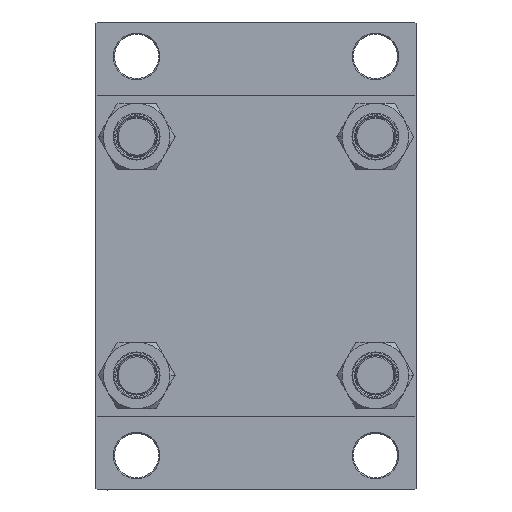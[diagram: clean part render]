
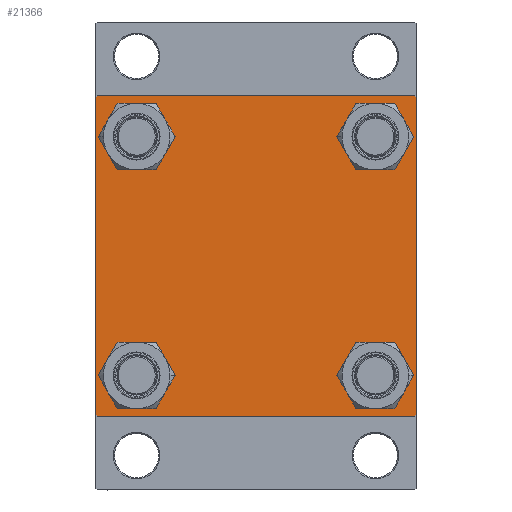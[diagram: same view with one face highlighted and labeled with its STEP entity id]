
A CAD part, left-side view. The second image highlights one B-rep face of the part: STEP entity #21366.
In plain terms, the highlighted planar face has unit normal (-1, 0, 0).
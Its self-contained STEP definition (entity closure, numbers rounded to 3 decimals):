
#45 = CARTESIAN_POINT ( 'NONE',  ( 0., 64.75, -64.75 ) ) ;
#430 = VERTEX_POINT ( 'NONE', #4625 ) ;
#488 = AXIS2_PLACEMENT_3D ( 'NONE', #16609, #41949, #46040 ) ;
#826 = CARTESIAN_POINT ( 'NONE',  ( 0., -48.45, -39.95 ) ) ;
#930 = DIRECTION ( 'NONE',  ( 1., 0., 0. ) ) ;
#1368 = EDGE_CURVE ( 'NONE', #24995, #3050, #17659, .T. ) ;
#2148 = ORIENTED_EDGE ( 'NONE', *, *, #37355, .T. ) ;
#2406 = VERTEX_POINT ( 'NONE', #46584 ) ;
#2601 = CARTESIAN_POINT ( 'NONE',  ( 0., -48.45, -56.95 ) ) ;
#2982 = DIRECTION ( 'NONE',  ( 1., 0., 0. ) ) ;
#3050 = VERTEX_POINT ( 'NONE', #22276 ) ;
#3482 = DIRECTION ( 'NONE',  ( 1., 0., 0. ) ) ;
#4486 = AXIS2_PLACEMENT_3D ( 'NONE', #10263, #25694, #14124 ) ;
#4625 = CARTESIAN_POINT ( 'NONE',  ( 0., 48.45, -56.95 ) ) ;
#4721 = ORIENTED_EDGE ( 'NONE', *, *, #28718, .T. ) ;
#5396 = AXIS2_PLACEMENT_3D ( 'NONE', #31189, #42070, #38208 ) ;
#5829 = DIRECTION ( 'NONE',  ( 0., 0., 1. ) ) ;
#6411 = CARTESIAN_POINT ( 'NONE',  ( 0., 48.45, -39.95 ) ) ;
#6474 = LINE ( 'NONE', #9867, #43241 ) ;
#6857 = CIRCLE ( 'NONE', #26115, 8.5 ) ;
#7347 = EDGE_LOOP ( 'NONE', ( #19358, #4721 ) ) ;
#7500 = EDGE_LOOP ( 'NONE', ( #39220, #18378 ) ) ;
#7750 = EDGE_CURVE ( 'NONE', #8218, #25624, #15778, .T. ) ;
#8064 = CARTESIAN_POINT ( 'NONE',  ( 0., 64.5, 65. ) ) ;
#8218 = VERTEX_POINT ( 'NONE', #826 ) ;
#8749 = ORIENTED_EDGE ( 'NONE', *, *, #11208, .T. ) ;
#9674 = ORIENTED_EDGE ( 'NONE', *, *, #22086, .T. ) ;
#9736 = CARTESIAN_POINT ( 'NONE',  ( 0., -64.75, 64.75 ) ) ;
#9867 = CARTESIAN_POINT ( 'NONE',  ( 0., 65., 65. ) ) ;
#10239 = CARTESIAN_POINT ( 'NONE',  ( 0., 64.75, 64.75 ) ) ;
#10263 = CARTESIAN_POINT ( 'NONE',  ( 0., -48.45, 48.45 ) ) ;
#10507 = VERTEX_POINT ( 'NONE', #10651 ) ;
#10651 = CARTESIAN_POINT ( 'NONE',  ( 0., 48.45, 56.95 ) ) ;
#10719 = DIRECTION ( 'NONE',  ( 0., 0.707, -0.707 ) ) ;
#11094 = FACE_OUTER_BOUND ( 'NONE', #42538, .T. ) ;
#11208 = EDGE_CURVE ( 'NONE', #43513, #10507, #15096, .T. ) ;
#13013 = ORIENTED_EDGE ( 'NONE', *, *, #19578, .F. ) ;
#13049 = CARTESIAN_POINT ( 'NONE',  ( 0., -64.75, -64.75 ) ) ;
#13083 = EDGE_CURVE ( 'NONE', #3050, #19620, #42975, .T. ) ;
#13343 = LINE ( 'NONE', #43742, #20942 ) ;
#13569 = ORIENTED_EDGE ( 'NONE', *, *, #16900, .T. ) ;
#13711 = ORIENTED_EDGE ( 'NONE', *, *, #13727, .T. ) ;
#13727 = EDGE_CURVE ( 'NONE', #46997, #24995, #22045, .T. ) ;
#13770 = DIRECTION ( 'NONE',  ( 0., -0.707, 0.707 ) ) ;
#13898 = VERTEX_POINT ( 'NONE', #37941 ) ;
#14106 = DIRECTION ( 'NONE',  ( 0., 0., 1. ) ) ;
#14124 = DIRECTION ( 'NONE',  ( 0., 0., 1. ) ) ;
#14276 = CARTESIAN_POINT ( 'NONE',  ( 0., 65., -65. ) ) ;
#14482 = FACE_BOUND ( 'NONE', #7347, .T. ) ;
#14720 = FACE_BOUND ( 'NONE', #15489, .T. ) ;
#15096 = CIRCLE ( 'NONE', #30510, 8.5 ) ;
#15203 = FACE_BOUND ( 'NONE', #41552, .T. ) ;
#15326 = VECTOR ( 'NONE', #34599, 1000. ) ;
#15489 = EDGE_LOOP ( 'NONE', ( #16977, #8749 ) ) ;
#15778 = CIRCLE ( 'NONE', #29619, 8.5 ) ;
#16609 = CARTESIAN_POINT ( 'NONE',  ( 0., 48.45, -48.45 ) ) ;
#16900 = EDGE_CURVE ( 'NONE', #430, #36748, #35177, .T. ) ;
#16968 = DIRECTION ( 'NONE',  ( 1., 0., 0. ) ) ;
#16969 = DIRECTION ( 'NONE',  ( 0., 0., -1. ) ) ;
#16977 = ORIENTED_EDGE ( 'NONE', *, *, #32027, .T. ) ;
#17452 = CARTESIAN_POINT ( 'NONE',  ( 0., -48.45, 48.45 ) ) ;
#17567 = VECTOR ( 'NONE', #45655, 1000. ) ;
#17659 = LINE ( 'NONE', #14276, #33391 ) ;
#18378 = ORIENTED_EDGE ( 'NONE', *, *, #28902, .T. ) ;
#18582 = CARTESIAN_POINT ( 'NONE',  ( 0., 0., 0. ) ) ;
#18871 = ORIENTED_EDGE ( 'NONE', *, *, #41900, .T. ) ;
#19161 = CIRCLE ( 'NONE', #43808, 8.5 ) ;
#19358 = ORIENTED_EDGE ( 'NONE', *, *, #7750, .T. ) ;
#19560 = ORIENTED_EDGE ( 'NONE', *, *, #13083, .T. ) ;
#19578 = EDGE_CURVE ( 'NONE', #32561, #13898, #26832, .T. ) ;
#19620 = VERTEX_POINT ( 'NONE', #42998 ) ;
#20463 = EDGE_CURVE ( 'NONE', #36748, #430, #19161, .T. ) ;
#20823 = CARTESIAN_POINT ( 'NONE',  ( 0., -65., 64.5 ) ) ;
#20942 = VECTOR ( 'NONE', #16969, 1000. ) ;
#21117 = EDGE_CURVE ( 'NONE', #21496, #32927, #46102, .T. ) ;
#21366 = ADVANCED_FACE ( 'NONE', ( #47769, #14482, #15203, #14720, #11094 ), #40786, .T. ) ;
#21496 = VERTEX_POINT ( 'NONE', #38335 ) ;
#21685 = CARTESIAN_POINT ( 'NONE',  ( 0., 48.45, 39.95 ) ) ;
#22045 = LINE ( 'NONE', #45, #42911 ) ;
#22086 = EDGE_CURVE ( 'NONE', #28937, #13898, #42800, .T. ) ;
#22276 = CARTESIAN_POINT ( 'NONE',  ( 0., -64.5, -65. ) ) ;
#23046 = AXIS2_PLACEMENT_3D ( 'NONE', #18582, #29912, #36443 ) ;
#24188 = CARTESIAN_POINT ( 'NONE',  ( 0., 48.45, 48.45 ) ) ;
#24381 = VECTOR ( 'NONE', #13770, 1000. ) ;
#24969 = CARTESIAN_POINT ( 'NONE',  ( 0., 48.45, -48.45 ) ) ;
#24995 = VERTEX_POINT ( 'NONE', #37584 ) ;
#25624 = VERTEX_POINT ( 'NONE', #2601 ) ;
#25694 = DIRECTION ( 'NONE',  ( 1., 0., 0. ) ) ;
#26115 = AXIS2_PLACEMENT_3D ( 'NONE', #17452, #16968, #38457 ) ;
#26296 = ORIENTED_EDGE ( 'NONE', *, *, #1368, .T. ) ;
#26832 = LINE ( 'NONE', #41571, #17567 ) ;
#28718 = EDGE_CURVE ( 'NONE', #25624, #8218, #46920, .T. ) ;
#28902 = EDGE_CURVE ( 'NONE', #32927, #21496, #6857, .T. ) ;
#28937 = VERTEX_POINT ( 'NONE', #20823 ) ;
#29619 = AXIS2_PLACEMENT_3D ( 'NONE', #34719, #930, #31093 ) ;
#29798 = DIRECTION ( 'NONE',  ( 0., 0., 1. ) ) ;
#29912 = DIRECTION ( 'NONE',  ( -1., 0., 0. ) ) ;
#30510 = AXIS2_PLACEMENT_3D ( 'NONE', #24188, #38915, #5829 ) ;
#31093 = DIRECTION ( 'NONE',  ( 0., 0., 1. ) ) ;
#31189 = CARTESIAN_POINT ( 'NONE',  ( 0., 48.45, 48.45 ) ) ;
#32027 = EDGE_CURVE ( 'NONE', #10507, #43513, #38558, .T. ) ;
#32119 = CARTESIAN_POINT ( 'NONE',  ( 0., 65., -64.5 ) ) ;
#32561 = VERTEX_POINT ( 'NONE', #8064 ) ;
#32927 = VERTEX_POINT ( 'NONE', #44461 ) ;
#33126 = DIRECTION ( 'NONE',  ( 0., -0.707, -0.707 ) ) ;
#33391 = VECTOR ( 'NONE', #43941, 1000. ) ;
#34599 = DIRECTION ( 'NONE',  ( 0., 0.707, 0.707 ) ) ;
#34719 = CARTESIAN_POINT ( 'NONE',  ( 0., -48.45, -48.45 ) ) ;
#35177 = CIRCLE ( 'NONE', #488, 8.5 ) ;
#35331 = EDGE_CURVE ( 'NONE', #28937, #19620, #13343, .T. ) ;
#35929 = DIRECTION ( 'NONE',  ( 0., 0., -1. ) ) ;
#36443 = DIRECTION ( 'NONE',  ( 0., 0., 1. ) ) ;
#36748 = VERTEX_POINT ( 'NONE', #6411 ) ;
#37355 = EDGE_CURVE ( 'NONE', #2406, #46997, #6474, .T. ) ;
#37584 = CARTESIAN_POINT ( 'NONE',  ( 0., 64.5, -65. ) ) ;
#37941 = CARTESIAN_POINT ( 'NONE',  ( 0., -64.5, 65. ) ) ;
#38208 = DIRECTION ( 'NONE',  ( 0., 0., 1. ) ) ;
#38335 = CARTESIAN_POINT ( 'NONE',  ( 0., -48.45, 56.95 ) ) ;
#38457 = DIRECTION ( 'NONE',  ( 0., 0., 1. ) ) ;
#38558 = CIRCLE ( 'NONE', #5396, 8.5 ) ;
#38915 = DIRECTION ( 'NONE',  ( 1., 0., 0. ) ) ;
#39220 = ORIENTED_EDGE ( 'NONE', *, *, #21117, .T. ) ;
#39558 = VECTOR ( 'NONE', #10719, 1000. ) ;
#40778 = AXIS2_PLACEMENT_3D ( 'NONE', #47175, #3482, #29798 ) ;
#40786 = PLANE ( 'NONE',  #23046 ) ;
#41252 = ORIENTED_EDGE ( 'NONE', *, *, #35331, .F. ) ;
#41552 = EDGE_LOOP ( 'NONE', ( #46382, #13569 ) ) ;
#41571 = CARTESIAN_POINT ( 'NONE',  ( 0., 65., 65. ) ) ;
#41900 = EDGE_CURVE ( 'NONE', #32561, #2406, #43300, .T. ) ;
#41949 = DIRECTION ( 'NONE',  ( 1., 0., 0. ) ) ;
#42070 = DIRECTION ( 'NONE',  ( 1., 0., 0. ) ) ;
#42538 = EDGE_LOOP ( 'NONE', ( #2148, #13711, #26296, #19560, #41252, #9674, #13013, #18871 ) ) ;
#42800 = LINE ( 'NONE', #9736, #15326 ) ;
#42911 = VECTOR ( 'NONE', #33126, 1000. ) ;
#42975 = LINE ( 'NONE', #13049, #24381 ) ;
#42998 = CARTESIAN_POINT ( 'NONE',  ( 0., -65., -64.5 ) ) ;
#43241 = VECTOR ( 'NONE', #35929, 1000. ) ;
#43300 = LINE ( 'NONE', #10239, #39558 ) ;
#43513 = VERTEX_POINT ( 'NONE', #21685 ) ;
#43742 = CARTESIAN_POINT ( 'NONE',  ( 0., -65., 65. ) ) ;
#43808 = AXIS2_PLACEMENT_3D ( 'NONE', #24969, #2982, #14106 ) ;
#43941 = DIRECTION ( 'NONE',  ( 0., -1., 0. ) ) ;
#44461 = CARTESIAN_POINT ( 'NONE',  ( 0., -48.45, 39.95 ) ) ;
#45655 = DIRECTION ( 'NONE',  ( 0., -1., 0. ) ) ;
#46040 = DIRECTION ( 'NONE',  ( 0., 0., 1. ) ) ;
#46102 = CIRCLE ( 'NONE', #4486, 8.5 ) ;
#46382 = ORIENTED_EDGE ( 'NONE', *, *, #20463, .T. ) ;
#46584 = CARTESIAN_POINT ( 'NONE',  ( 0., 65., 64.5 ) ) ;
#46920 = CIRCLE ( 'NONE', #40778, 8.5 ) ;
#46997 = VERTEX_POINT ( 'NONE', #32119 ) ;
#47175 = CARTESIAN_POINT ( 'NONE',  ( 0., -48.45, -48.45 ) ) ;
#47769 = FACE_BOUND ( 'NONE', #7500, .T. ) ;
